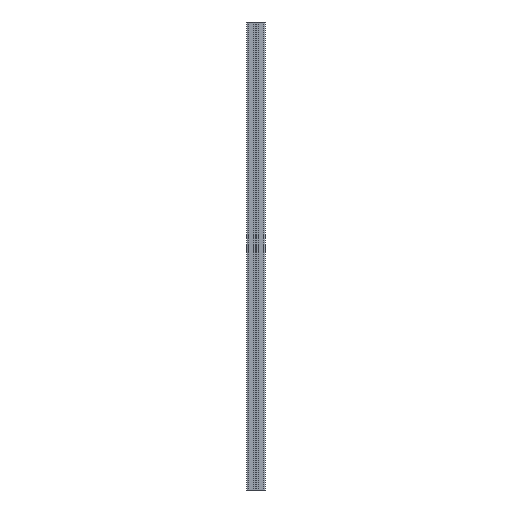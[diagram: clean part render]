
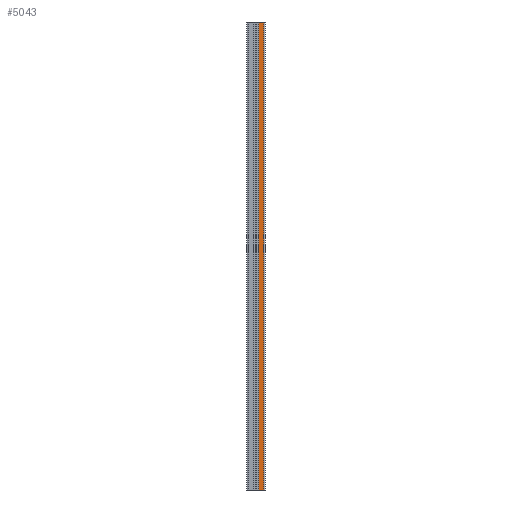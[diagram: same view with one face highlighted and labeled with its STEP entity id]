
A CAD part, front view. The second image highlights one B-rep face of the part: STEP entity #5043.
In plain terms, the highlighted planar face has unit normal (0, -1, 0).
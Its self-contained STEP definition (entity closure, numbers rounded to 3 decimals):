
#610=FACE_OUTER_BOUND('',#872,.T.);
#872=EDGE_LOOP('',(#4198,#4199,#4200,#4201));
#1246=LINE('',#8147,#1742);
#1339=LINE('',#8442,#1835);
#1340=LINE('',#8445,#1836);
#1341=LINE('',#8446,#1837);
#1742=VECTOR('',#6597,10.);
#1835=VECTOR('',#6878,10.);
#1836=VECTOR('',#6881,10.);
#1837=VECTOR('',#6882,10.);
#2270=VERTEX_POINT('',#8144);
#2271=VERTEX_POINT('',#8146);
#2379=VERTEX_POINT('',#8440);
#2380=VERTEX_POINT('',#8444);
#2922=EDGE_CURVE('',#2270,#2271,#1246,.T.);
#3070=EDGE_CURVE('',#2379,#2270,#1339,.T.);
#3071=EDGE_CURVE('',#2380,#2379,#1340,.T.);
#3072=EDGE_CURVE('',#2380,#2271,#1341,.T.);
#4198=ORIENTED_EDGE('',*,*,#3070,.F.);
#4199=ORIENTED_EDGE('',*,*,#3071,.F.);
#4200=ORIENTED_EDGE('',*,*,#3072,.T.);
#4201=ORIENTED_EDGE('',*,*,#2922,.F.);
#4822=PLANE('',#5550);
#5043=ADVANCED_FACE('',(#610),#4822,.T.);
#5550=AXIS2_PLACEMENT_3D('',#8443,#6879,#6880);
#6597=DIRECTION('',(-1.,0.,0.));
#6878=DIRECTION('',(0.,0.,-1.));
#6879=DIRECTION('center_axis',(0.,-1.,0.));
#6880=DIRECTION('ref_axis',(1.,0.,0.));
#6881=DIRECTION('',(1.,0.,0.));
#6882=DIRECTION('',(0.,0.,-1.));
#8144=CARTESIAN_POINT('',(17.,-20.,-500.));
#8146=CARTESIAN_POINT('',(6.3,-20.,-500.));
#8147=CARTESIAN_POINT('',(17.,-20.,-500.));
#8440=CARTESIAN_POINT('',(17.,-20.,500.));
#8442=CARTESIAN_POINT('',(17.,-20.,0.));
#8443=CARTESIAN_POINT('Origin',(6.3,-20.,0.));
#8444=CARTESIAN_POINT('',(6.3,-20.,500.));
#8445=CARTESIAN_POINT('',(17.,-20.,500.));
#8446=CARTESIAN_POINT('',(6.3,-20.,0.));
